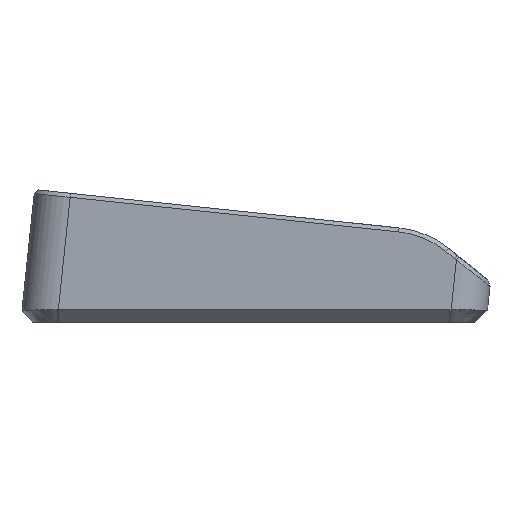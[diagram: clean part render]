
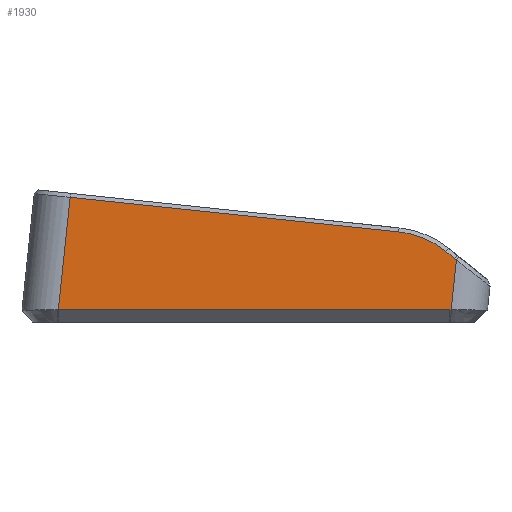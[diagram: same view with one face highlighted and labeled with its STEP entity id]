
A CAD part, left-side view. The second image highlights one B-rep face of the part: STEP entity #1930.
In plain terms, the highlighted planar face has unit normal (-1, 0, 0).
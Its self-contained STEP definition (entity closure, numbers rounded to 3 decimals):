
#19=B_SPLINE_CURVE_WITH_KNOTS('',3,(#3144,#3145,#3146,#3147),
 .UNSPECIFIED.,.F.,.F.,(4,4),(-1.571,-1.511),
 .UNSPECIFIED.);
#35=B_SPLINE_CURVE_WITH_KNOTS('',3,(#3441,#3442,#3443,#3444),
 .UNSPECIFIED.,.F.,.F.,(4,4),(1.536,1.571),
 .UNSPECIFIED.);
#131=PLANE('',#2093);
#242=FACE_OUTER_BOUND('',#360,.T.);
#360=EDGE_LOOP('',(#1776,#1777,#1778,#1779,#1780,#1781,#1782,#1783));
#494=LINE('',#2990,#682);
#498=LINE('',#3002,#686);
#521=LINE('',#3198,#709);
#539=LINE('',#3420,#727);
#542=LINE('',#3474,#730);
#682=VECTOR('',#2477,10.);
#686=VECTOR('',#2489,10.);
#709=VECTOR('',#2542,10.);
#727=VECTOR('',#2568,10.);
#730=VECTOR('',#2577,10.);
#795=CIRCLE('',#2060,22.5);
#924=VERTEX_POINT('',#2986);
#925=VERTEX_POINT('',#2988);
#926=VERTEX_POINT('',#2992);
#928=VERTEX_POINT('',#2998);
#939=VERTEX_POINT('',#3060);
#951=VERTEX_POINT('',#3197);
#966=VERTEX_POINT('',#3413);
#969=VERTEX_POINT('',#3418);
#1158=EDGE_CURVE('',#925,#924,#494,.T.);
#1161=EDGE_CURVE('',#924,#926,#795,.T.);
#1164=EDGE_CURVE('',#926,#928,#498,.T.);
#1190=EDGE_CURVE('',#928,#939,#19,.T.);
#1201=EDGE_CURVE('',#939,#951,#521,.T.);
#1229=EDGE_CURVE('',#969,#966,#539,.T.);
#1231=EDGE_CURVE('',#951,#969,#35,.T.);
#1236=EDGE_CURVE('',#925,#966,#542,.T.);
#1776=ORIENTED_EDGE('',*,*,#1158,.F.);
#1777=ORIENTED_EDGE('',*,*,#1236,.T.);
#1778=ORIENTED_EDGE('',*,*,#1229,.F.);
#1779=ORIENTED_EDGE('',*,*,#1231,.F.);
#1780=ORIENTED_EDGE('',*,*,#1201,.F.);
#1781=ORIENTED_EDGE('',*,*,#1190,.F.);
#1782=ORIENTED_EDGE('',*,*,#1164,.F.);
#1783=ORIENTED_EDGE('',*,*,#1161,.F.);
#1930=ADVANCED_FACE('',(#242),#131,.T.);
#2060=AXIS2_PLACEMENT_3D('',#2996,#2483,#2484);
#2093=AXIS2_PLACEMENT_3D('',#3491,#2603,#2604);
#2477=DIRECTION('',(0.,-0.995,-0.105));
#2483=DIRECTION('center_axis',(1.,0.,0.));
#2484=DIRECTION('ref_axis',(0.,-0.381,0.925));
#2489=DIRECTION('',(0.,-0.779,-0.627));
#2542=DIRECTION('',(0.,0.105,-0.995));
#2568=DIRECTION('',(0.,1.,0.));
#2577=DIRECTION('',(0.,0.105,-0.995));
#2603=DIRECTION('center_axis',(-1.,0.,0.));
#2604=DIRECTION('ref_axis',(0.,-0.995,-0.105));
#2986=CARTESIAN_POINT('',(-7.5,-86.028,22.153));
#2988=CARTESIAN_POINT('',(-7.5,-4.196,30.754));
#2990=CARTESIAN_POINT('',(-7.5,-19.661,29.129));
#2992=CARTESIAN_POINT('',(-7.5,-97.776,17.311));
#2996=CARTESIAN_POINT('Origin',(-7.5,-83.676,-0.223));
#2998=CARTESIAN_POINT('',(-7.5,-99.951,15.562));
#3002=CARTESIAN_POINT('',(-7.5,-64.669,43.933));
#3060=CARTESIAN_POINT('',(-7.5,-100.453,15.158));
#3144=CARTESIAN_POINT('Ctrl Pts',(-7.5,-99.951,15.562));
#3145=CARTESIAN_POINT('Ctrl Pts',(-7.5,-100.118,15.428));
#3146=CARTESIAN_POINT('Ctrl Pts',(-7.5,-100.285,15.293));
#3147=CARTESIAN_POINT('Ctrl Pts',(-7.5,-100.453,15.158));
#3197=CARTESIAN_POINT('',(-7.5,-99.142,2.686));
#3198=CARTESIAN_POINT('',(-7.5,-98.926,0.627));
#3413=CARTESIAN_POINT('',(-7.5,-1.246,2.686));
#3418=CARTESIAN_POINT('',(-7.5,-98.827,2.686));
#3420=CARTESIAN_POINT('',(-7.5,-21.514,2.686));
#3441=CARTESIAN_POINT('Ctrl Pts',(-7.5,-99.142,2.686));
#3442=CARTESIAN_POINT('Ctrl Pts',(-7.5,-99.037,2.686));
#3443=CARTESIAN_POINT('Ctrl Pts',(-7.5,-98.932,2.686));
#3444=CARTESIAN_POINT('Ctrl Pts',(-7.5,-98.827,2.686));
#3474=CARTESIAN_POINT('',(-7.5,-2.099,10.804));
#3491=CARTESIAN_POINT('Origin',(-7.5,6.852,11.745));
